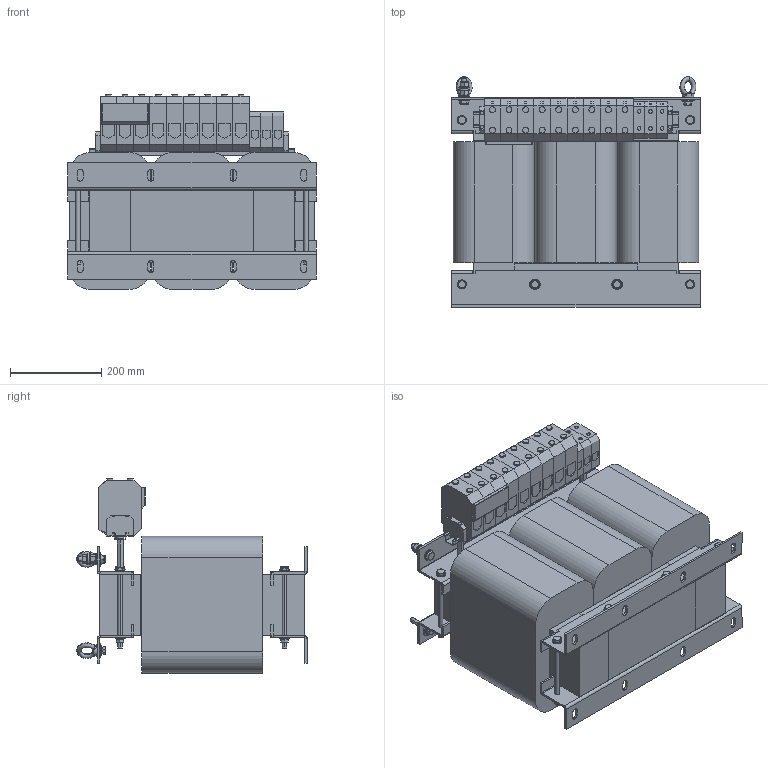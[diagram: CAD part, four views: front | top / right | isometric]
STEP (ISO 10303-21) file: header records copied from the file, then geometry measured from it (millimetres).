
FILE_DESCRIPTION (( 'STEP AP214' ), '1' );
FILE_NAME ('209583.STEP', '2020-05-28T17:09:50', ( '' ), ( '' ), 'SwSTEP 2.0', 'SolidWorks 2018', '' );
FILE_SCHEMA (( 'AUTOMOTIVE_DESIGN' ));
Length unit declared in the file: millimetre
Products named in the file (1): 209583
Bounding box: 545 x 505 x 426.5 mm (x, y, z)
Volume: 57826010.3 mm3; surface area: 1961942.3 mm2
Topology: 1 solids, 1 shells, 1607 faces, 3899 edges, 2387 vertices
Faces by surface type: plane 978, cylinder 275, cone 220, bspline 90, torus 40, sphere 4
Entity records: 52477 total; most frequent: CARTESIAN_POINT 15852, ORIENTED_EDGE 7786, DIRECTION 7205, EDGE_CURVE 3893, AXIS2_PLACEMENT_3D 2450, VERTEX_POINT 2387, VECTOR 2305, LINE 2305
